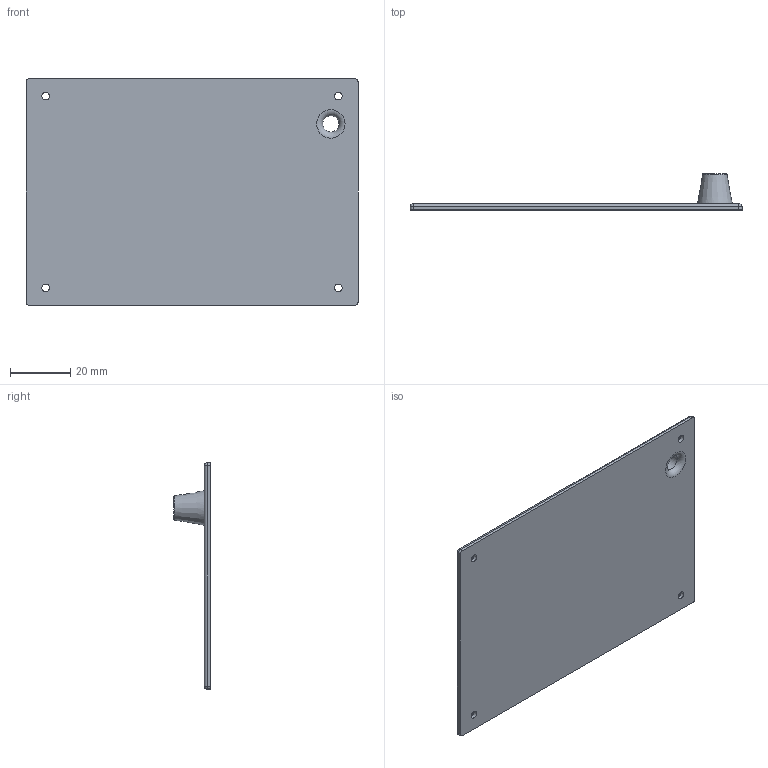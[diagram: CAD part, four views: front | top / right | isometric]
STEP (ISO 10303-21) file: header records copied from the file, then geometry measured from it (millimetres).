
FILE_DESCRIPTION(/* description */ (''),/* implementation_level */ '2;1');
FILE_NAME(/* name */ 'Back_Cover_v1.step',/* time_stamp */ '2021-08-22T11:49:31+02:00',/* author */ (''),/* organization */ (''),/* preprocessor_version */ 'ST-DEVELOPER v18.1',/* originating_system */ 'Autodesk Translation Framework v10.9.0.1377',/* authorisation */ '');
FILE_SCHEMA (('AUTOMOTIVE_DESIGN { 1 0 10303 214 3 1 1 }'));
Length unit declared in the file: millimetre
Products named in the file (1): FT817-Display
Bounding box: 110 x 12 x 75 mm (x, y, z)
Volume: 16829.7 mm3; surface area: 17485.7 mm2
Topology: 1 solids, 1 shells, 32 faces, 71 edges, 42 vertices
Faces by surface type: cylinder 13, plane 7, cone 5, sphere 4, torus 3
Full cylindrical faces by diameter (mm): 2.5 x4, 5.4 x1
Entity records: 941 total; most frequent: DIRECTION 178, CARTESIAN_POINT 146, ORIENTED_EDGE 142, AXIS2_PLACEMENT_3D 74, EDGE_CURVE 71, EDGE_LOOP 43, VERTEX_POINT 42, CIRCLE 41
